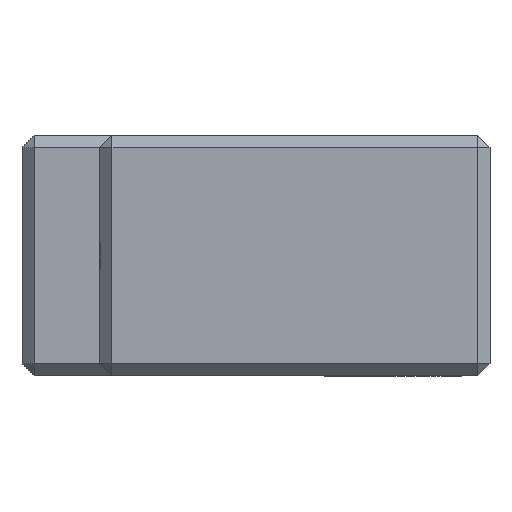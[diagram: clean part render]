
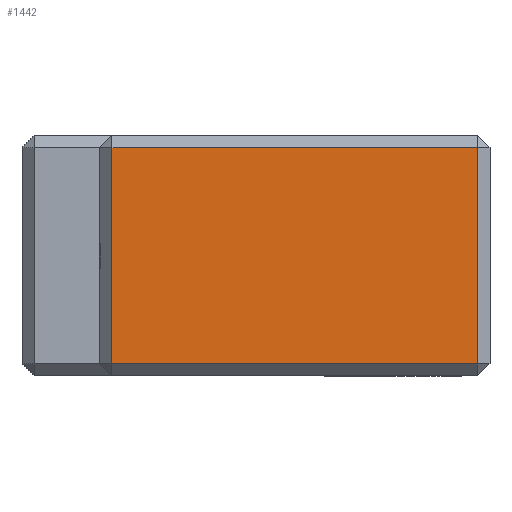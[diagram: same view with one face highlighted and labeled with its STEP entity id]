
A CAD part, left-side view. The second image highlights one B-rep face of the part: STEP entity #1442.
In plain terms, the highlighted planar face has unit normal (-1, 0, 0).
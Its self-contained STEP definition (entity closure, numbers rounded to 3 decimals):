
#382 = EDGE_CURVE ( 'NONE', #6156, #6136, #2017, .T. ) ;
#387 = EDGE_CURVE ( 'NONE', #6136, #6145, #2027, .T. ) ;
#392 = EDGE_CURVE ( 'NONE', #6145, #6114, #2033, .T. ) ;
#413 = EDGE_CURVE ( 'NONE', #6156, #6114, #2064, .T. ) ;
#607 = EDGE_LOOP ( 'NONE', ( #1135, #1136, #1137, #1138 ) ) ;
#1135 = ORIENTED_EDGE ( 'NONE', *, *, #392, .F. ) ;
#1136 = ORIENTED_EDGE ( 'NONE', *, *, #387, .F. ) ;
#1137 = ORIENTED_EDGE ( 'NONE', *, *, #382, .F. ) ;
#1138 = ORIENTED_EDGE ( 'NONE', *, *, #413, .T. ) ;
#1442 = ADVANCED_FACE ( 'NONE', ( #3678 ), #4424, .F. ) ;
#2017 = LINE ( 'NONE', #2822, #2018 ) ;
#2018 = VECTOR ( 'NONE', #2823, 1000. ) ;
#2027 = LINE ( 'NONE', #2833, #2028 ) ;
#2028 = VECTOR ( 'NONE', #2834, 1000. ) ;
#2033 = LINE ( 'NONE', #2835, #2035 ) ;
#2035 = VECTOR ( 'NONE', #2845, 1000. ) ;
#2064 = LINE ( 'NONE', #2956, #2065 ) ;
#2065 = VECTOR ( 'NONE', #2957, 1000. ) ;
#2822 = CARTESIAN_POINT ( 'NONE',  ( -30., 31.5, 10. ) ) ;
#2823 = DIRECTION ( 'NONE',  ( 0., 0., 1. ) ) ;
#2833 = CARTESIAN_POINT ( 'NONE',  ( -30., 32.5, 9. ) ) ;
#2834 = DIRECTION ( 'NONE',  ( 0., -1., 0. ) ) ;
#2835 = CARTESIAN_POINT ( 'NONE',  ( -30., 1., 10. ) ) ;
#2845 = DIRECTION ( 'NONE',  ( 0., 0., -1. ) ) ;
#2956 = CARTESIAN_POINT ( 'NONE',  ( -30., 32.5, -9. ) ) ;
#2957 = DIRECTION ( 'NONE',  ( 0., -1., 0. ) ) ;
#3678 = FACE_OUTER_BOUND ( 'NONE', #607, .T. ) ;
#3979 = AXIS2_PLACEMENT_3D ( 'NONE', #4425, #4434, #4435 ) ;
#4424 = PLANE ( 'NONE',  #3979 ) ;
#4425 = CARTESIAN_POINT ( 'NONE',  ( -30., 32.5, 10. ) ) ;
#4434 = DIRECTION ( 'NONE',  ( 1., 0., 0. ) ) ;
#4435 = DIRECTION ( 'NONE',  ( 0., 1., 0. ) ) ;
#5115 = CARTESIAN_POINT ( 'NONE',  ( -30., 1., -9. ) ) ;
#5137 = CARTESIAN_POINT ( 'NONE',  ( -30., 31.5, 9. ) ) ;
#5146 = CARTESIAN_POINT ( 'NONE',  ( -30., 1., 9. ) ) ;
#5157 = CARTESIAN_POINT ( 'NONE',  ( -30., 31.5, -9. ) ) ;
#6114 = VERTEX_POINT ( 'NONE', #5115 ) ;
#6136 = VERTEX_POINT ( 'NONE', #5137 ) ;
#6145 = VERTEX_POINT ( 'NONE', #5146 ) ;
#6156 = VERTEX_POINT ( 'NONE', #5157 ) ;
